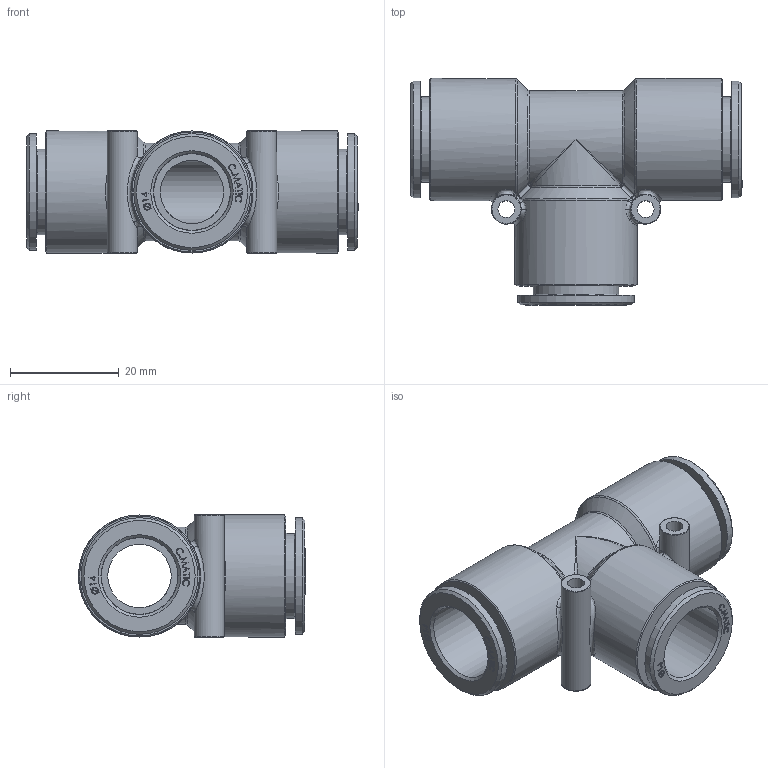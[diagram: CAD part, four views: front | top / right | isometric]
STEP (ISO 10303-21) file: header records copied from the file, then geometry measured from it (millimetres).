
FILE_DESCRIPTION( ( 'STEP AP214' ), '1' );
FILE_NAME( 'psolqas_5044_50.stp', '2021-03-04T17:01:39', ( 'License CC BY-ND 4.0' ), ( 'CADENAS' ), ' ', 'PARTsolutions', ' ' );
FILE_SCHEMA( ( 'AUTOMOTIVE_DESIGN { 1 0 10303 214 1 1 1 1 }' ) );
Length unit declared in the file: metre
Products named in the file (1): Rivoluzione2
Bounding box: 61.2 x 41.85 x 22.5 mm (x, y, z)
Volume: 16854.9 mm3; surface area: 11613.2 mm2
Topology: 1 solids, 1 shells, 492 faces, 1298 edges, 851 vertices
Faces by surface type: plane 259, bspline 190, cylinder 24, cone 19
Full cylindrical faces by diameter (mm): 3.1 x2, 5.5 x2, 11.7 x2, 14.15 x3, 14.2 x3, 15.7 x3, 21.5 x3, 22.5 x3
Entity records: 34587 total; most frequent: CARTESIAN_POINT 20072, ORIENTED_EDGE 2466, DIRECTION 1551, EDGE_CURVE 1233, VERTEX_POINT 832, LINE 705, VECTOR 705, EDGE_LOOP 589
